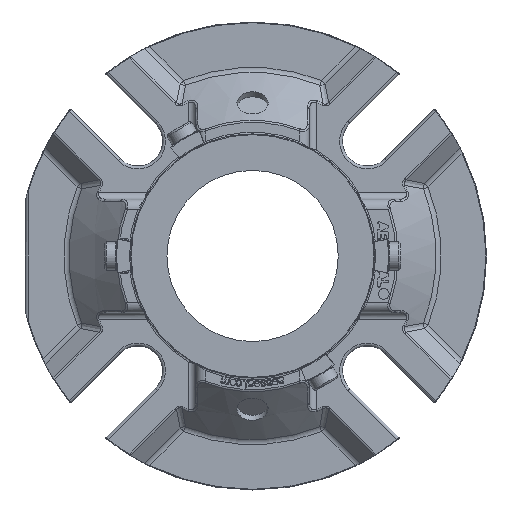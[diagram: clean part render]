
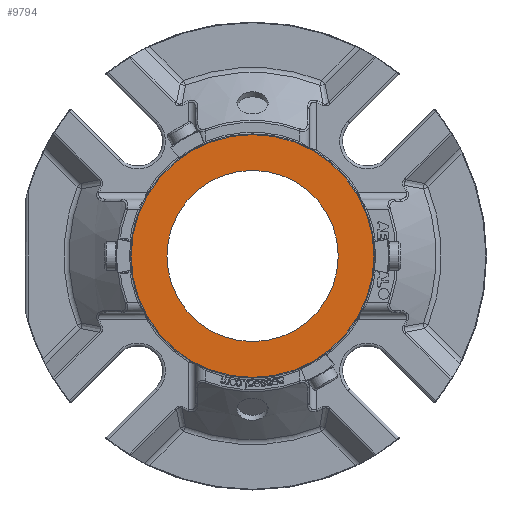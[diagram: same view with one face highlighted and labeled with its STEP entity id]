
A CAD part, left-side view. The second image highlights one B-rep face of the part: STEP entity #9794.
In plain terms, the highlighted planar face has unit normal (-1, 0, 0).
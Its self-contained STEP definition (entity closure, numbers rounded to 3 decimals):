
#424=PLANE('',#10760);
#4382=ORIENTED_EDGE('',*,*,#4852,.T.);
#4383=ORIENTED_EDGE('',*,*,#6096,.T.);
#4852=EDGE_CURVE('',#6317,#6317,#7248,.T.);
#6096=EDGE_CURVE('',#7101,#7101,#7697,.F.);
#6317=VERTEX_POINT('',#13462);
#7101=VERTEX_POINT('',#20326);
#7248=CIRCLE('',#9893,30.163);
#7697=CIRCLE('',#10761,42.774);
#8341=EDGE_LOOP('',(#4382));
#8342=EDGE_LOOP('',(#4383));
#9019=FACE_BOUND('',#8341,.T.);
#9020=FACE_BOUND('',#8342,.T.);
#9794=ADVANCED_FACE('',(#9019,#9020),#424,.F.);
#9893=AXIS2_PLACEMENT_3D('',#13461,#10916,#10917);
#10760=AXIS2_PLACEMENT_3D('',#20324,#13101,#13102);
#10761=AXIS2_PLACEMENT_3D('',#20325,#13103,#13104);
#10916=DIRECTION('',(1.,0.,0.));
#10917=DIRECTION('',(0.,1.,0.));
#13101=DIRECTION('',(1.,0.,0.));
#13102=DIRECTION('',(0.,0.5,-0.866));
#13103=DIRECTION('',(1.,0.,0.));
#13104=DIRECTION('',(0.,0.5,-0.866));
#13461=CARTESIAN_POINT('',(-53.505,0.,0.));
#13462=CARTESIAN_POINT('',(-53.505,30.163,0.));
#20324=CARTESIAN_POINT('',(-53.505,-21.514,37.263));
#20325=CARTESIAN_POINT('',(-53.505,0.,0.));
#20326=CARTESIAN_POINT('',(-53.505,21.387,-37.043));
